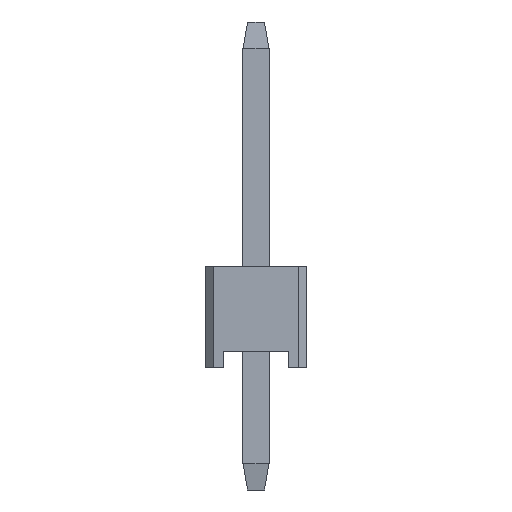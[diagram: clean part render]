
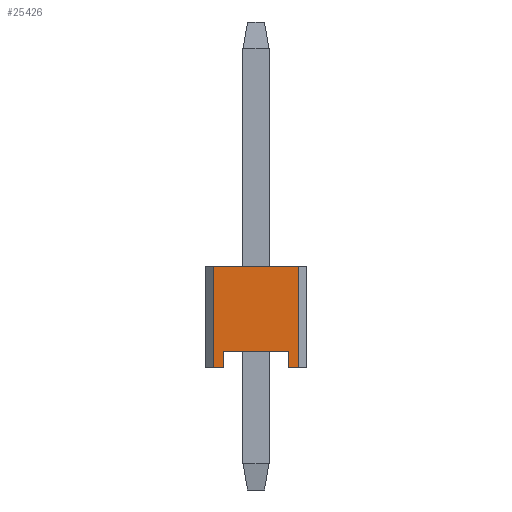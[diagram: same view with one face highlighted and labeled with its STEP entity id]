
A CAD part, left-side view. The second image highlights one B-rep face of the part: STEP entity #25426.
In plain terms, the highlighted planar face has unit normal (-1, 0, 0).
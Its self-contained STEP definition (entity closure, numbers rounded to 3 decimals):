
#136 = EDGE_CURVE ( 'NONE', #822, #33678, #7801, .T. ) ;
#270 = CARTESIAN_POINT ( 'NONE',  ( -2.64, -0.8, 0. ) ) ;
#653 = ORIENTED_EDGE ( 'NONE', *, *, #7320, .T. ) ;
#822 = VERTEX_POINT ( 'NONE', #15200 ) ;
#853 = VERTEX_POINT ( 'NONE', #36936 ) ;
#1627 = CARTESIAN_POINT ( 'NONE',  ( -2.64, 1.05, 2.5 ) ) ;
#2880 = ORIENTED_EDGE ( 'NONE', *, *, #38179, .F. ) ;
#3627 = VECTOR ( 'NONE', #21447, 1000. ) ;
#3689 = CARTESIAN_POINT ( 'NONE',  ( -2.64, -1.05, 0. ) ) ;
#3929 = LINE ( 'NONE', #18274, #5328 ) ;
#3989 = AXIS2_PLACEMENT_3D ( 'NONE', #38416, #20303, #14670 ) ;
#5081 = EDGE_CURVE ( 'NONE', #853, #5567, #13267, .T. ) ;
#5203 = FACE_OUTER_BOUND ( 'NONE', #13812, .T. ) ;
#5328 = VECTOR ( 'NONE', #30987, 1000. ) ;
#5416 = DIRECTION ( 'NONE',  ( 0., -1., 0. ) ) ;
#5542 = CARTESIAN_POINT ( 'NONE',  ( -2.64, 0.8, 0.4 ) ) ;
#5567 = VERTEX_POINT ( 'NONE', #5542 ) ;
#5790 = CARTESIAN_POINT ( 'NONE',  ( -2.64, 1.05, 2.5 ) ) ;
#6393 = VECTOR ( 'NONE', #20915, 1000. ) ;
#7320 = EDGE_CURVE ( 'NONE', #14450, #15397, #3929, .T. ) ;
#7616 = LINE ( 'NONE', #29237, #37855 ) ;
#7801 = LINE ( 'NONE', #20316, #6393 ) ;
#8760 = VECTOR ( 'NONE', #31844, 1000. ) ;
#9146 = VECTOR ( 'NONE', #5416, 1000. ) ;
#12864 = VERTEX_POINT ( 'NONE', #1627 ) ;
#13267 = LINE ( 'NONE', #13446, #8760 ) ;
#13446 = CARTESIAN_POINT ( 'NONE',  ( -2.64, 1.05, 0.4 ) ) ;
#13812 = EDGE_LOOP ( 'NONE', ( #34091, #33019, #2880, #32252, #653, #20193, #18747, #24390 ) ) ;
#14450 = VERTEX_POINT ( 'NONE', #3689 ) ;
#14664 = LINE ( 'NONE', #5790, #9146 ) ;
#14670 = DIRECTION ( 'NONE',  ( 0., -1., 0. ) ) ;
#15200 = CARTESIAN_POINT ( 'NONE',  ( -2.64, 1.05, 0. ) ) ;
#15397 = VERTEX_POINT ( 'NONE', #38994 ) ;
#15942 = VERTEX_POINT ( 'NONE', #270 ) ;
#17384 = EDGE_CURVE ( 'NONE', #12864, #15397, #14664, .T. ) ;
#18274 = CARTESIAN_POINT ( 'NONE',  ( -2.64, -1.05, 0. ) ) ;
#18747 = ORIENTED_EDGE ( 'NONE', *, *, #38668, .F. ) ;
#20006 = LINE ( 'NONE', #35566, #22284 ) ;
#20193 = ORIENTED_EDGE ( 'NONE', *, *, #17384, .F. ) ;
#20303 = DIRECTION ( 'NONE',  ( -1., 0., 0. ) ) ;
#20316 = CARTESIAN_POINT ( 'NONE',  ( -2.64, 1.05, 0. ) ) ;
#20915 = DIRECTION ( 'NONE',  ( 0., -1., 0. ) ) ;
#21447 = DIRECTION ( 'NONE',  ( 0., 0., 1. ) ) ;
#22284 = VECTOR ( 'NONE', #35172, 1000. ) ;
#24390 = ORIENTED_EDGE ( 'NONE', *, *, #136, .T. ) ;
#25036 = LINE ( 'NONE', #39384, #3627 ) ;
#25426 = ADVANCED_FACE ( 'NONE', ( #5203 ), #36041, .T. ) ;
#28394 = EDGE_CURVE ( 'NONE', #5567, #33678, #7616, .T. ) ;
#28722 = CARTESIAN_POINT ( 'NONE',  ( -2.64, 0.8, 0. ) ) ;
#29237 = CARTESIAN_POINT ( 'NONE',  ( -2.64, 0.8, 0. ) ) ;
#29439 = DIRECTION ( 'NONE',  ( 0., 0., -1. ) ) ;
#29658 = VECTOR ( 'NONE', #38844, 1000. ) ;
#30987 = DIRECTION ( 'NONE',  ( 0., 0., 1. ) ) ;
#31844 = DIRECTION ( 'NONE',  ( 0., 1., 0. ) ) ;
#32252 = ORIENTED_EDGE ( 'NONE', *, *, #34661, .T. ) ;
#33019 = ORIENTED_EDGE ( 'NONE', *, *, #5081, .F. ) ;
#33678 = VERTEX_POINT ( 'NONE', #28722 ) ;
#34091 = ORIENTED_EDGE ( 'NONE', *, *, #28394, .F. ) ;
#34661 = EDGE_CURVE ( 'NONE', #15942, #14450, #38649, .T. ) ;
#35172 = DIRECTION ( 'NONE',  ( 0., 0., 1. ) ) ;
#35566 = CARTESIAN_POINT ( 'NONE',  ( -2.64, 1.05, 0. ) ) ;
#36041 = PLANE ( 'NONE',  #3989 ) ;
#36052 = CARTESIAN_POINT ( 'NONE',  ( -2.64, 1.05, 0. ) ) ;
#36936 = CARTESIAN_POINT ( 'NONE',  ( -2.64, -0.8, 0.4 ) ) ;
#37855 = VECTOR ( 'NONE', #29439, 1000. ) ;
#38179 = EDGE_CURVE ( 'NONE', #15942, #853, #25036, .T. ) ;
#38416 = CARTESIAN_POINT ( 'NONE',  ( -2.64, 1.05, 0. ) ) ;
#38649 = LINE ( 'NONE', #36052, #29658 ) ;
#38668 = EDGE_CURVE ( 'NONE', #822, #12864, #20006, .T. ) ;
#38844 = DIRECTION ( 'NONE',  ( 0., -1., 0. ) ) ;
#38994 = CARTESIAN_POINT ( 'NONE',  ( -2.64, -1.05, 2.5 ) ) ;
#39384 = CARTESIAN_POINT ( 'NONE',  ( -2.64, -0.8, 0. ) ) ;
